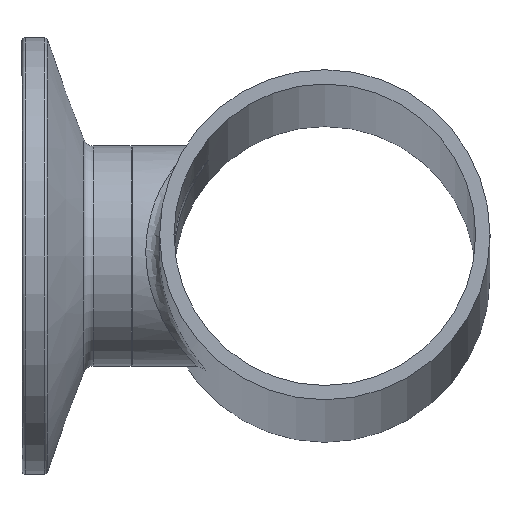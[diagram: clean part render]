
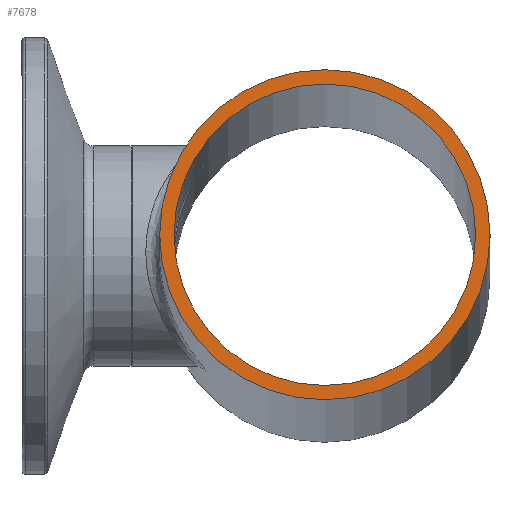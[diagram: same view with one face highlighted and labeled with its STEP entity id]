
A CAD part, left-side view. The second image highlights one B-rep face of the part: STEP entity #7678.
In plain terms, the highlighted planar face has unit normal (-0.999, 0, 0.041).
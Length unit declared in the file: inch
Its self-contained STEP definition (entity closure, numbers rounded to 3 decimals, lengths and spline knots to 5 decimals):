
#25=CIRCLE('',#8110,0.75);
#48=CIRCLE('',#8163,0.685);
#117=FACE_BOUND('',#1397,.T.);
#118=FACE_BOUND('',#1398,.T.);
#489=PLANE('',#8166);
#1397=EDGE_LOOP('',(#7145));
#1398=EDGE_LOOP('',(#7146));
#3760=VERTEX_POINT('',#16525);
#3785=VERTEX_POINT('',#16807);
#4879=EDGE_CURVE('',#3760,#3760,#25,.T.);
#4905=EDGE_CURVE('',#3785,#3785,#48,.T.);
#7145=ORIENTED_EDGE('',*,*,#4905,.T.);
#7146=ORIENTED_EDGE('',*,*,#4879,.T.);
#7678=ADVANCED_FACE('',(#117,#118),#489,.F.);
#8110=AXIS2_PLACEMENT_3D('',#16526,#9563,#9564);
#8163=AXIS2_PLACEMENT_3D('',#16808,#9669,#9670);
#8166=AXIS2_PLACEMENT_3D('',#16812,#9675,#9676);
#9563=DIRECTION('center_axis',(-0.999,0.,
0.041));
#9564=DIRECTION('ref_axis',(0.,-1.,0.));
#9669=DIRECTION('center_axis',(0.999,0.,
-0.041));
#9670=DIRECTION('ref_axis',(0.041,0.,0.999));
#9675=DIRECTION('center_axis',(0.999,0.,
-0.041));
#9676=DIRECTION('ref_axis',(-0.041,0.,-0.999));
#16525=CARTESIAN_POINT('',(-2.37304,0.75,0.09642));
#16526=CARTESIAN_POINT('Origin',(-2.37304,0.,
0.09642));
#16807=CARTESIAN_POINT('',(-2.40085,0.,-0.58802));
#16808=CARTESIAN_POINT('Origin',(-2.37304,0.,
0.09642));
#16812=CARTESIAN_POINT('Origin',(-2.37304,0.,
0.09642));
